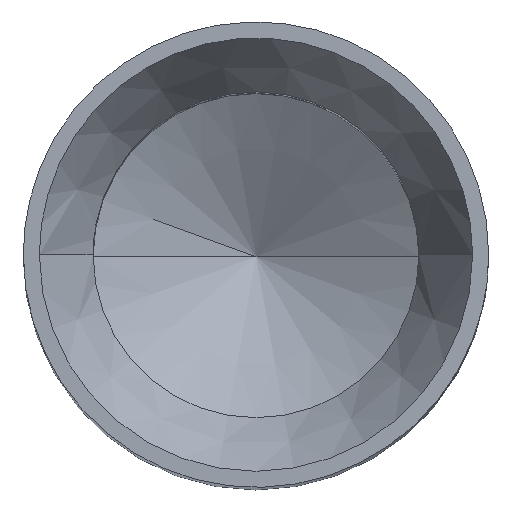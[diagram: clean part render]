
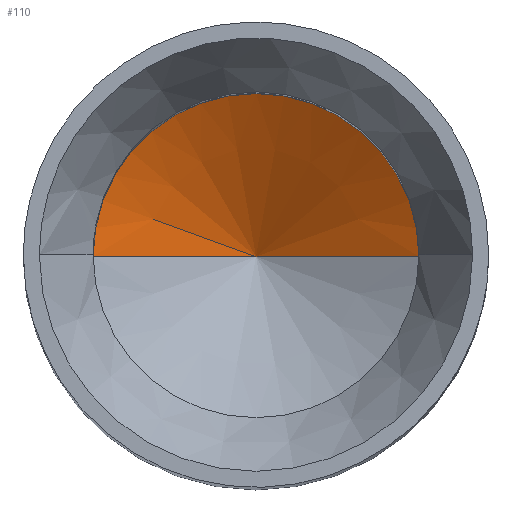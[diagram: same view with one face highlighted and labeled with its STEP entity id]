
A CAD part, top view. The second image highlights one B-rep face of the part: STEP entity #110.
In plain terms, the highlighted conical face has half-angle 60 degrees and reference radius 0.7 mm.
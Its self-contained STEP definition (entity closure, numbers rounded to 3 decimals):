
#98=AXIS2_PLACEMENT_3D('Cone Axis2P3D',#95,#96,#97) ;
#102=AXIS2_PLACEMENT_3D('Circle Axis2P3D',#100,#101,$) ;
#41=CARTESIAN_POINT('Vertex',(0.3,1.,16.4)) ;
#43=CARTESIAN_POINT('Vertex',(1.7,1.,16.4)) ;
#46=CARTESIAN_POINT('Line Origine',(433014.052,1.,250016.198)) ;
#50=CARTESIAN_POINT('Vertex',(1.,1.,15.996)) ;
#53=CARTESIAN_POINT('Line Origine',(-433012.052,1.,250016.198)) ;
#95=CARTESIAN_POINT('Axis2P3D Location',(1.,1.,16.4)) ;
#100=CARTESIAN_POINT('Axis2P3D Location',(1.,1.,16.4)) ;
#47=DIRECTION('Vector Direction',(0.866,0.,0.5)) ;
#54=DIRECTION('Vector Direction',(-0.866,0.,0.5)) ;
#96=DIRECTION('Axis2P3D Direction',(0.,0.,1.)) ;
#97=DIRECTION('Axis2P3D XDirection',(1.,0.,0.)) ;
#101=DIRECTION('Axis2P3D Direction',(0.,0.,1.)) ;
#48=VECTOR('Line Direction',#47,1.) ;
#55=VECTOR('Line Direction',#54,1.) ;
#106=ORIENTED_EDGE('',*,*,#104,.T.) ;
#107=ORIENTED_EDGE('',*,*,#57,.T.) ;
#108=ORIENTED_EDGE('',*,*,#52,.T.) ;
#110=ADVANCED_FACE('MANIFOLD_SOLID_BREP #32',(#109),#99,.F.) ;
#103=CIRCLE('generated circle',#102,0.7) ;
#99=CONICAL_SURFACE('Cone',#98,0.7,1.047) ;
#52=EDGE_CURVE('',#51,#44,#49,.T.) ;
#57=EDGE_CURVE('',#42,#51,#56,.F.) ;
#104=EDGE_CURVE('',#44,#42,#103,.T.) ;
#105=EDGE_LOOP('',(#106,#107,#108)) ;
#109=FACE_OUTER_BOUND('',#105,.T.) ;
#49=LINE('Line',#46,#48) ;
#56=LINE('Line',#53,#55) ;
#42=VERTEX_POINT('',#41) ;
#44=VERTEX_POINT('',#43) ;
#51=VERTEX_POINT('',#50) ;
